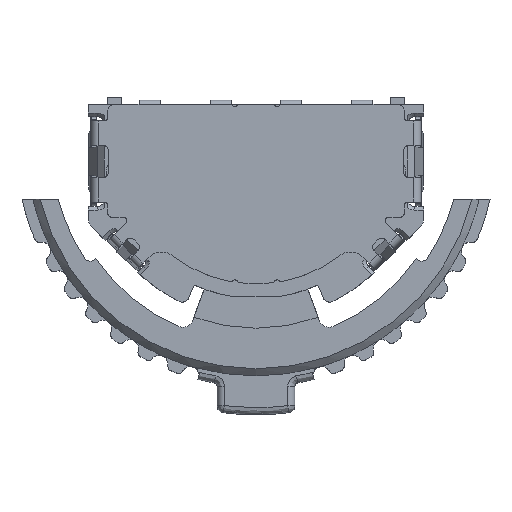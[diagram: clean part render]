
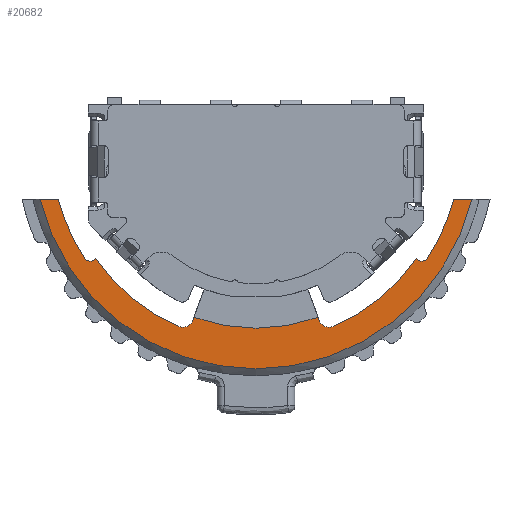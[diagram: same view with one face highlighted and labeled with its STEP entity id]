
A CAD part, top view. The second image highlights one B-rep face of the part: STEP entity #20682.
In plain terms, the highlighted planar face has unit normal (0, 0, 1).
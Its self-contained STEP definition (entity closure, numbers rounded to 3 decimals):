
#19012 = VERTEX_POINT('',#19013);
#19013 = CARTESIAN_POINT('',(-1.793,-4.925,-5.15));
#19019 = EDGE_CURVE('',#19020,#19012,#19022,.T.);
#19020 = VERTEX_POINT('',#19021);
#19021 = CARTESIAN_POINT('',(-1.761,-4.839,-5.15));
#19022 = LINE('',#19023,#19024);
#19023 = CARTESIAN_POINT('',(-1.632,-4.483,-5.15));
#19024 = VECTOR('',#19025,1.);
#19025 = DIRECTION('',(-0.342,-0.94,0.));
#19069 = VERTEX_POINT('',#19070);
#19070 = CARTESIAN_POINT('',(1.761,-4.839,-5.15));
#19078 = EDGE_CURVE('',#19079,#19069,#19081,.T.);
#19079 = VERTEX_POINT('',#19080);
#19080 = CARTESIAN_POINT('',(1.793,-4.925,-5.15));
#19081 = LINE('',#19082,#19083);
#19082 = CARTESIAN_POINT('',(1.632,-4.483,-5.15));
#19083 = VECTOR('',#19084,1.);
#19084 = DIRECTION('',(-0.342,0.94,0.));
#19618 = VERTEX_POINT('',#19619);
#19619 = CARTESIAN_POINT('',(-6.119,-1.5,-5.15));
#19626 = EDGE_CURVE('',#19627,#19618,#19629,.T.);
#19627 = VERTEX_POINT('',#19628);
#19628 = CARTESIAN_POINT('',(-5.603,-1.5,-5.15));
#19629 = LINE('',#19630,#19631);
#19630 = CARTESIAN_POINT('',(-6.118,-1.5,-5.15));
#19631 = VECTOR('',#19632,1.);
#19632 = DIRECTION('',(-1.,0.,0.));
#19664 = VERTEX_POINT('',#19665);
#19665 = CARTESIAN_POINT('',(-4.867,-3.155,-5.15));
#19683 = VERTEX_POINT('',#19684);
#19684 = CARTESIAN_POINT('',(-4.584,-3.21,-5.15));
#19690 = EDGE_CURVE('',#19664,#19683,#19691,.T.);
#19691 = CIRCLE('',#19692,0.2);
#19692 = AXIS2_PLACEMENT_3D('',#19693,#19694,#19695);
#19693 = CARTESIAN_POINT('',(-4.699,-3.046,-5.15));
#19694 = DIRECTION('',(0.,0.,1.));
#19695 = DIRECTION('',(0.,1.,0.));
#19706 = EDGE_CURVE('',#19707,#19683,#19709,.T.);
#19707 = VERTEX_POINT('',#19708);
#19708 = CARTESIAN_POINT('',(-4.546,-3.183,-5.15));
#19709 = LINE('',#19710,#19711);
#19710 = CARTESIAN_POINT('',(-4.565,-3.197,-5.15));
#19711 = VECTOR('',#19712,1.);
#19712 = DIRECTION('',(-0.819,-0.574,0.));
#19737 = VERTEX_POINT('',#19738);
#19738 = CARTESIAN_POINT('',(-2.193,-5.098,-5.15));
#19754 = EDGE_CURVE('',#19737,#19012,#19755,.T.);
#19755 = CIRCLE('',#19756,0.3);
#19756 = AXIS2_PLACEMENT_3D('',#19757,#19758,#19759);
#19757 = CARTESIAN_POINT('',(-2.075,-4.823,-5.15));
#19758 = DIRECTION('',(0.,0.,1.));
#19759 = DIRECTION('',(0.,1.,0.));
#19790 = VERTEX_POINT('',#19791);
#19791 = CARTESIAN_POINT('',(4.546,-3.183,-5.15));
#19799 = EDGE_CURVE('',#19800,#19790,#19802,.T.);
#19800 = VERTEX_POINT('',#19801);
#19801 = CARTESIAN_POINT('',(4.584,-3.21,-5.15));
#19802 = LINE('',#19803,#19804);
#19803 = CARTESIAN_POINT('',(4.565,-3.197,-5.15));
#19804 = VECTOR('',#19805,1.);
#19805 = DIRECTION('',(-0.819,0.574,0.));
#19839 = VERTEX_POINT('',#19840);
#19840 = CARTESIAN_POINT('',(2.193,-5.098,-5.15));
#19846 = EDGE_CURVE('',#19079,#19839,#19847,.T.);
#19847 = CIRCLE('',#19848,0.3);
#19848 = AXIS2_PLACEMENT_3D('',#19849,#19850,#19851);
#19849 = CARTESIAN_POINT('',(2.075,-4.823,-5.15));
#19850 = DIRECTION('',(0.,0.,1.));
#19851 = DIRECTION('',(0.,1.,0.));
#19872 = VERTEX_POINT('',#19873);
#19873 = CARTESIAN_POINT('',(4.867,-3.155,-5.15));
#19879 = EDGE_CURVE('',#19800,#19872,#19880,.T.);
#19880 = CIRCLE('',#19881,0.2);
#19881 = AXIS2_PLACEMENT_3D('',#19882,#19883,#19884);
#19882 = CARTESIAN_POINT('',(4.699,-3.046,-5.15));
#19883 = DIRECTION('',(0.,0.,1.));
#19884 = DIRECTION('',(0.,1.,0.));
#19896 = VERTEX_POINT('',#19897);
#19897 = CARTESIAN_POINT('',(5.603,-1.5,-5.15));
#19905 = EDGE_CURVE('',#19906,#19896,#19908,.T.);
#19906 = VERTEX_POINT('',#19907);
#19907 = CARTESIAN_POINT('',(6.119,-1.5,-5.15));
#19908 = LINE('',#19909,#19910);
#19909 = CARTESIAN_POINT('',(6.118,-1.5,-5.15));
#19910 = VECTOR('',#19911,1.);
#19911 = DIRECTION('',(-1.,0.,0.));
#20290 = EDGE_CURVE('',#19627,#19664,#20291,.T.);
#20291 = CIRCLE('',#20292,5.8);
#20292 = AXIS2_PLACEMENT_3D('',#20293,#20294,#20295);
#20293 = CARTESIAN_POINT('',(0.,0.,-5.15));
#20294 = DIRECTION('',(0.,0.,1.));
#20295 = DIRECTION('',(0.,1.,0.));
#20311 = EDGE_CURVE('',#19707,#19737,#20312,.T.);
#20312 = CIRCLE('',#20313,5.55);
#20313 = AXIS2_PLACEMENT_3D('',#20314,#20315,#20316);
#20314 = CARTESIAN_POINT('',(0.,0.,-5.15));
#20315 = DIRECTION('',(0.,0.,1.));
#20316 = DIRECTION('',(0.,1.,0.));
#20329 = EDGE_CURVE('',#19020,#19069,#20330,.T.);
#20330 = CIRCLE('',#20331,5.15);
#20331 = AXIS2_PLACEMENT_3D('',#20332,#20333,#20334);
#20332 = CARTESIAN_POINT('',(0.,0.,-5.15));
#20333 = DIRECTION('',(0.,0.,1.));
#20334 = DIRECTION('',(0.,1.,0.));
#20346 = EDGE_CURVE('',#19839,#19790,#20347,.T.);
#20347 = CIRCLE('',#20348,5.55);
#20348 = AXIS2_PLACEMENT_3D('',#20349,#20350,#20351);
#20349 = CARTESIAN_POINT('',(0.,0.,-5.15));
#20350 = DIRECTION('',(0.,0.,1.));
#20351 = DIRECTION('',(0.,1.,0.));
#20362 = EDGE_CURVE('',#19872,#19896,#20363,.T.);
#20363 = CIRCLE('',#20364,5.8);
#20364 = AXIS2_PLACEMENT_3D('',#20365,#20366,#20367);
#20365 = CARTESIAN_POINT('',(0.,0.,-5.15));
#20366 = DIRECTION('',(0.,0.,1.));
#20367 = DIRECTION('',(0.,1.,0.));
#20682 = ADVANCED_FACE('',(#20683),#20707,.F.);
#20683 = FACE_BOUND('',#20684,.T.);
#20684 = EDGE_LOOP('',(#20685,#20686,#20687,#20688,#20689,#20690,#20691,
    #20692,#20693,#20694,#20695,#20696,#20697,#20698,#20699,#20706));
#20685 = ORIENTED_EDGE('',*,*,#20362,.F.);
#20686 = ORIENTED_EDGE('',*,*,#19879,.F.);
#20687 = ORIENTED_EDGE('',*,*,#19799,.T.);
#20688 = ORIENTED_EDGE('',*,*,#20346,.F.);
#20689 = ORIENTED_EDGE('',*,*,#19846,.F.);
#20690 = ORIENTED_EDGE('',*,*,#19078,.T.);
#20691 = ORIENTED_EDGE('',*,*,#20329,.F.);
#20692 = ORIENTED_EDGE('',*,*,#19019,.T.);
#20693 = ORIENTED_EDGE('',*,*,#19754,.F.);
#20694 = ORIENTED_EDGE('',*,*,#20311,.F.);
#20695 = ORIENTED_EDGE('',*,*,#19706,.T.);
#20696 = ORIENTED_EDGE('',*,*,#19690,.F.);
#20697 = ORIENTED_EDGE('',*,*,#20290,.F.);
#20698 = ORIENTED_EDGE('',*,*,#19626,.T.);
#20699 = ORIENTED_EDGE('',*,*,#20700,.T.);
#20700 = EDGE_CURVE('',#19618,#19906,#20701,.T.);
#20701 = CIRCLE('',#20702,6.3);
#20702 = AXIS2_PLACEMENT_3D('',#20703,#20704,#20705);
#20703 = CARTESIAN_POINT('',(0.,0.,-5.15));
#20704 = DIRECTION('',(0.,0.,1.));
#20705 = DIRECTION('',(0.,1.,0.));
#20706 = ORIENTED_EDGE('',*,*,#19905,.T.);
#20707 = PLANE('',#20708);
#20708 = AXIS2_PLACEMENT_3D('',#20709,#20710,#20711);
#20709 = CARTESIAN_POINT('',(6.192,-1.5,-5.15));
#20710 = DIRECTION('',(0.,0.,-1.));
#20711 = DIRECTION('',(0.,-1.,0.));
